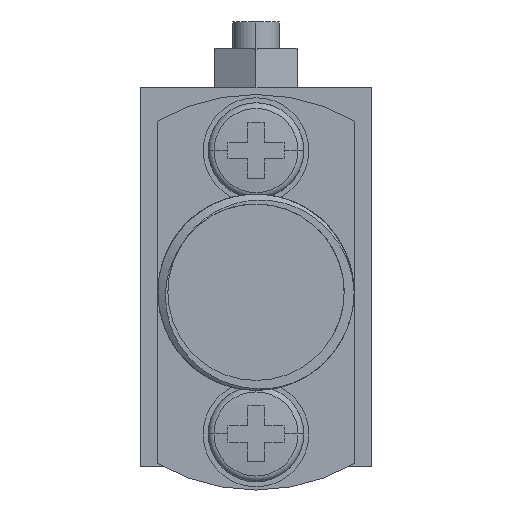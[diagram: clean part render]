
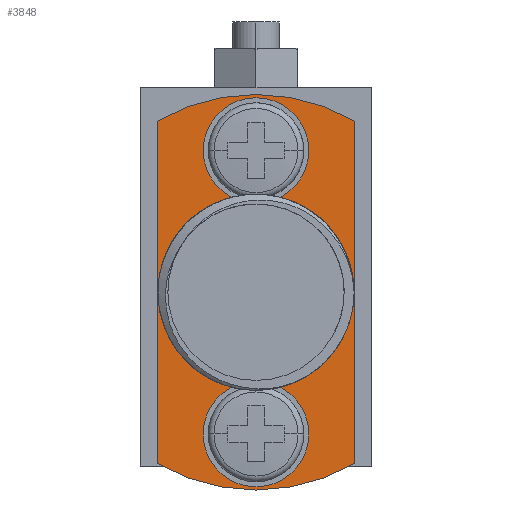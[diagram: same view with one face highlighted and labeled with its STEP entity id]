
A CAD part, left-side view. The second image highlights one B-rep face of the part: STEP entity #3848.
In plain terms, the highlighted planar face has unit normal (-1, 0, 0).
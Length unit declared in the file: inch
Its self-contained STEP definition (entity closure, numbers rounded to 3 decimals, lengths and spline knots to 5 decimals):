
#388 = CARTESIAN_POINT ( 'NONE',  ( -0.95276, 0., -0.23228 ) ) ;
#599 = CARTESIAN_POINT ( 'NONE',  ( -0.95276, 0., 0.23228 ) ) ;
#890 = CARTESIAN_POINT ( 'NONE',  ( -0.95276, 0.11811, -0.20457 ) ) ;
#998 = ORIENTED_EDGE ( 'NONE', *, *, #24874, .F. ) ;
#1491 = AXIS2_PLACEMENT_3D ( 'NONE', #14902, #7614, #19129 ) ;
#1691 = CIRCLE ( 'NONE', #10154, 0.10531 ) ;
#1880 = ORIENTED_EDGE ( 'NONE', *, *, #2205, .F. ) ;
#2205 = EDGE_CURVE ( 'NONE', #26227, #6873, #1691, .T. ) ;
#2335 = ORIENTED_EDGE ( 'NONE', *, *, #22068, .T. ) ;
#2928 = AXIS2_PLACEMENT_3D ( 'NONE', #23535, #23374, #4239 ) ;
#3558 = EDGE_CURVE ( 'NONE', #23153, #19321, #19291, .T. ) ;
#3848 = ADVANCED_FACE ( 'NONE', ( #10387, #7580, #19858, #21607 ), #29351, .F. ) ;
#4014 = CARTESIAN_POINT ( 'NONE',  ( -0.95276, 0., 0. ) ) ;
#4021 = CARTESIAN_POINT ( 'NONE',  ( -0.95276, 0., 0. ) ) ;
#4184 = CARTESIAN_POINT ( 'NONE',  ( -0.95276, 0., -0.1063 ) ) ;
#4239 = DIRECTION ( 'NONE',  ( 0., 0., -1. ) ) ;
#5465 = EDGE_CURVE ( 'NONE', #29672, #22494, #30302, .T. ) ;
#5480 = DIRECTION ( 'NONE',  ( 0., 0., 1. ) ) ;
#6019 = EDGE_CURVE ( 'NONE', #23166, #29672, #10034, .T. ) ;
#6274 = DIRECTION ( 'NONE',  ( 0., 0., -1. ) ) ;
#6506 = AXIS2_PLACEMENT_3D ( 'NONE', #29897, #22802, #6274 ) ;
#6607 = DIRECTION ( 'NONE',  ( 0., 0., -1. ) ) ;
#6848 = ORIENTED_EDGE ( 'NONE', *, *, #3558, .T. ) ;
#6873 = VERTEX_POINT ( 'NONE', #23704 ) ;
#6940 = DIRECTION ( 'NONE',  ( 1., 0., 0. ) ) ;
#7081 = EDGE_CURVE ( 'NONE', #7895, #16415, #15099, .T. ) ;
#7580 = FACE_BOUND ( 'NONE', #23635, .T. ) ;
#7614 = DIRECTION ( 'NONE',  ( 1., 0., 0. ) ) ;
#7659 = CARTESIAN_POINT ( 'NONE',  ( -0.95276, 0., 0.16929 ) ) ;
#7895 = VERTEX_POINT ( 'NONE', #4184 ) ;
#8074 = EDGE_CURVE ( 'NONE', #22494, #14754, #28222, .T. ) ;
#9048 = CIRCLE ( 'NONE', #29423, 0.23622 ) ;
#9869 = DIRECTION ( 'NONE',  ( 0., 0., 1. ) ) ;
#10034 = LINE ( 'NONE', #17020, #19913 ) ;
#10154 = AXIS2_PLACEMENT_3D ( 'NONE', #27371, #27219, #15069 ) ;
#10352 = CIRCLE ( 'NONE', #2928, 0.06299 ) ;
#10387 = FACE_BOUND ( 'NONE', #11373, .T. ) ;
#10678 = ORIENTED_EDGE ( 'NONE', *, *, #5465, .F. ) ;
#11373 = EDGE_LOOP ( 'NONE', ( #27983, #11864 ) ) ;
#11377 = AXIS2_PLACEMENT_3D ( 'NONE', #4014, #12856, #29654 ) ;
#11864 = ORIENTED_EDGE ( 'NONE', *, *, #7081, .T. ) ;
#12856 = DIRECTION ( 'NONE',  ( 1., 0., 0. ) ) ;
#13015 = DIRECTION ( 'NONE',  ( 0., -0.5, -0.866 ) ) ;
#13739 = CARTESIAN_POINT ( 'NONE',  ( -0.95276, -0.11811, -0.20457 ) ) ;
#14754 = VERTEX_POINT ( 'NONE', #13739 ) ;
#14902 = CARTESIAN_POINT ( 'NONE',  ( -0.95276, 0., 0. ) ) ;
#15010 = EDGE_CURVE ( 'NONE', #16415, #7895, #10352, .T. ) ;
#15069 = DIRECTION ( 'NONE',  ( 0., -1., 0. ) ) ;
#15099 = CIRCLE ( 'NONE', #19093, 0.06299 ) ;
#15430 = AXIS2_PLACEMENT_3D ( 'NONE', #15734, #22774, #20392 ) ;
#15734 = CARTESIAN_POINT ( 'NONE',  ( -0.95276, 0., 0. ) ) ;
#16415 = VERTEX_POINT ( 'NONE', #388 ) ;
#17020 = CARTESIAN_POINT ( 'NONE',  ( -0.95276, 0.11811, -0.20457 ) ) ;
#17302 = AXIS2_PLACEMENT_3D ( 'NONE', #7659, #26790, #5480 ) ;
#18146 = DIRECTION ( 'NONE',  ( 0., 0., 1. ) ) ;
#18505 = CARTESIAN_POINT ( 'NONE',  ( -0.95276, -0.11811, 0.20457 ) ) ;
#19093 = AXIS2_PLACEMENT_3D ( 'NONE', #30103, #6940, #18146 ) ;
#19129 = DIRECTION ( 'NONE',  ( 0., 0.5, 0.866 ) ) ;
#19291 = CIRCLE ( 'NONE', #17302, 0.06299 ) ;
#19321 = VERTEX_POINT ( 'NONE', #22946 ) ;
#19858 = FACE_BOUND ( 'NONE', #26092, .T. ) ;
#19898 = EDGE_CURVE ( 'NONE', #14754, #23166, #9048, .T. ) ;
#19913 = VECTOR ( 'NONE', #9869, 39.37008 ) ;
#20392 = DIRECTION ( 'NONE',  ( 0., 1., 0. ) ) ;
#20592 = CARTESIAN_POINT ( 'NONE',  ( -0.95276, -0.11811, 0.20457 ) ) ;
#21176 = CARTESIAN_POINT ( 'NONE',  ( -0.95276, 0.11811, 0.20457 ) ) ;
#21398 = CIRCLE ( 'NONE', #6506, 0.06299 ) ;
#21607 = FACE_OUTER_BOUND ( 'NONE', #24094, .T. ) ;
#22068 = EDGE_CURVE ( 'NONE', #19321, #23153, #21398, .T. ) ;
#22494 = VERTEX_POINT ( 'NONE', #18505 ) ;
#22774 = DIRECTION ( 'NONE',  ( -1., 0., 0. ) ) ;
#22802 = DIRECTION ( 'NONE',  ( 1., 0., 0. ) ) ;
#22946 = CARTESIAN_POINT ( 'NONE',  ( -0.95276, 0., 0.1063 ) ) ;
#23153 = VERTEX_POINT ( 'NONE', #599 ) ;
#23166 = VERTEX_POINT ( 'NONE', #890 ) ;
#23374 = DIRECTION ( 'NONE',  ( 1., 0., 0. ) ) ;
#23535 = CARTESIAN_POINT ( 'NONE',  ( -0.95276, 0., -0.16929 ) ) ;
#23635 = EDGE_LOOP ( 'NONE', ( #6848, #2335 ) ) ;
#23704 = CARTESIAN_POINT ( 'NONE',  ( -0.95276, 0.10531, 0. ) ) ;
#24094 = EDGE_LOOP ( 'NONE', ( #27953, #10678, #26484, #27258 ) ) ;
#24874 = EDGE_CURVE ( 'NONE', #6873, #26227, #26853, .T. ) ;
#24885 = DIRECTION ( 'NONE',  ( 1., 0., 0. ) ) ;
#25179 = VECTOR ( 'NONE', #6607, 39.37008 ) ;
#26092 = EDGE_LOOP ( 'NONE', ( #998, #1880 ) ) ;
#26213 = CARTESIAN_POINT ( 'NONE',  ( -0.95276, -0.10531, 0. ) ) ;
#26227 = VERTEX_POINT ( 'NONE', #26213 ) ;
#26484 = ORIENTED_EDGE ( 'NONE', *, *, #6019, .F. ) ;
#26790 = DIRECTION ( 'NONE',  ( 1., 0., 0. ) ) ;
#26853 = CIRCLE ( 'NONE', #15430, 0.10531 ) ;
#27219 = DIRECTION ( 'NONE',  ( -1., 0., 0. ) ) ;
#27258 = ORIENTED_EDGE ( 'NONE', *, *, #19898, .F. ) ;
#27371 = CARTESIAN_POINT ( 'NONE',  ( -0.95276, 0., 0. ) ) ;
#27953 = ORIENTED_EDGE ( 'NONE', *, *, #8074, .F. ) ;
#27983 = ORIENTED_EDGE ( 'NONE', *, *, #15010, .T. ) ;
#28222 = LINE ( 'NONE', #20592, #25179 ) ;
#29351 = PLANE ( 'NONE',  #11377 ) ;
#29423 = AXIS2_PLACEMENT_3D ( 'NONE', #4021, #24885, #13015 ) ;
#29654 = DIRECTION ( 'NONE',  ( 0., 0., 1. ) ) ;
#29672 = VERTEX_POINT ( 'NONE', #21176 ) ;
#29897 = CARTESIAN_POINT ( 'NONE',  ( -0.95276, 0., 0.16929 ) ) ;
#30103 = CARTESIAN_POINT ( 'NONE',  ( -0.95276, 0., -0.16929 ) ) ;
#30302 = CIRCLE ( 'NONE', #1491, 0.23622 ) ;
